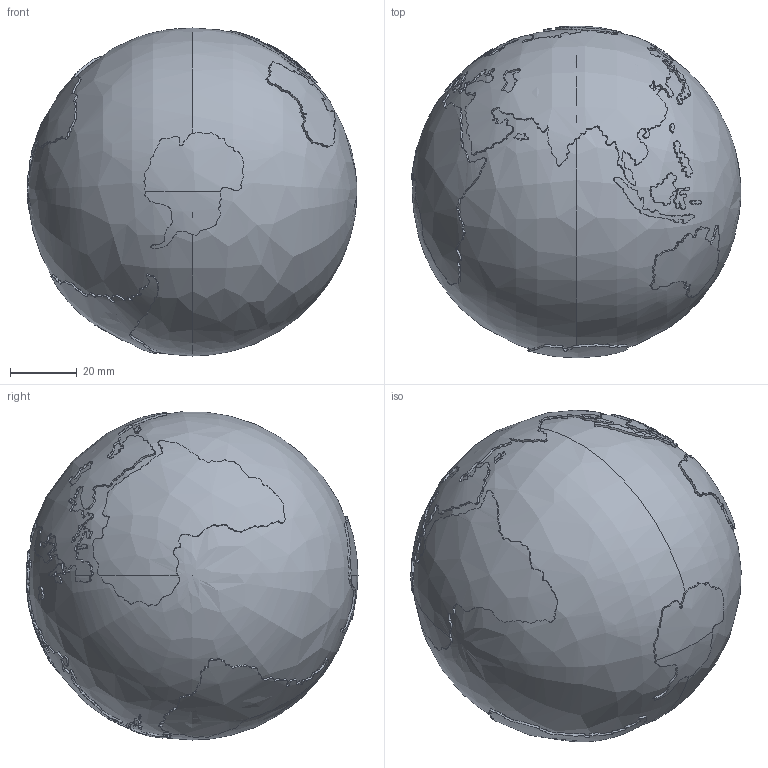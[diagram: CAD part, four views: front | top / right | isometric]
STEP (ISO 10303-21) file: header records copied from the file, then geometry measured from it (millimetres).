
FILE_DESCRIPTION(('FreeCAD Model'),'2;1');
FILE_NAME('Open CASCADE Shape Model','2025-05-04T06:29:58',('FreeCAD'),( 'FreeCAD'),'Open CASCADE STEP processor 7.6','FreeCAD','Unknown');
FILE_SCHEMA(('AUTOMOTIVE_DESIGN { 1 0 10303 214 1 1 1 1 }'));
Products named in the file (1): Open CASCADE STEP translator 7.6 1
Bounding box: 98.53 x 99.2 x 98.02 mm (x, y, z)
Volume: 501552.7 mm3; surface area: 51363.4 mm2
Topology: 32 solids, 32 shells, 199 faces, 414 edges, 277 vertices
Faces by surface type: bspline 199
Entity records: 113858 total; most frequent: CARTESIAN_POINT 111136, ORIENTED_EDGE 824, EDGE_CURVE 412, B_SPLINE_CURVE_WITH_KNOTS 404, VERTEX_POINT 277, FACE_BOUND 201, EDGE_LOOP 201, ADVANCED_FACE 199
